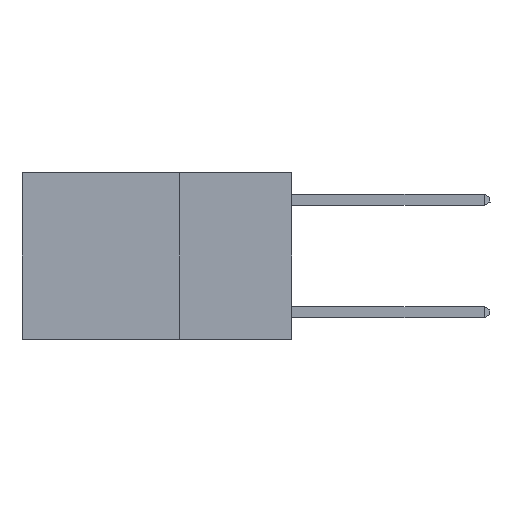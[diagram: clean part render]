
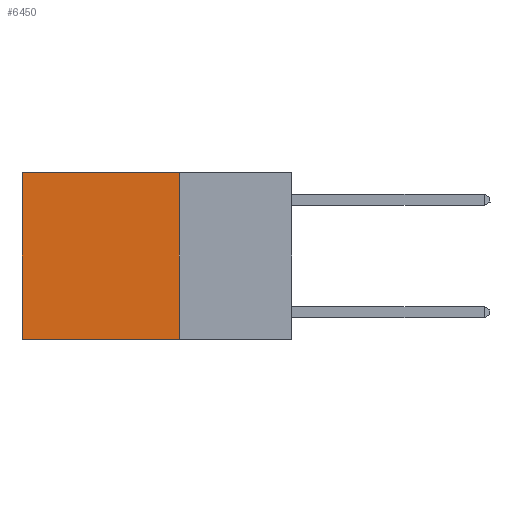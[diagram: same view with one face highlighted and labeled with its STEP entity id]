
A CAD part, left-side view. The second image highlights one B-rep face of the part: STEP entity #6450.
In plain terms, the highlighted planar face has unit normal (-1, 0, 0).
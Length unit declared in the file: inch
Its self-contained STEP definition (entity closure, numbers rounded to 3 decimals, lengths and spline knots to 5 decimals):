
#208 = CARTESIAN_POINT ( 'NONE',  ( 0.2625, 0.6, 0. ) ) ;
#256 = DIRECTION ( 'NONE',  ( 0., 0., -1. ) ) ;
#515 = EDGE_LOOP ( 'NONE', ( #3731, #4632, #5617, #4199 ) ) ;
#777 = CARTESIAN_POINT ( 'NONE',  ( 0.2625, 0.25, -0.37 ) ) ;
#1203 = VERTEX_POINT ( 'NONE', #12900 ) ;
#1268 = VECTOR ( 'NONE', #12153, 39.37008 ) ;
#1444 = DIRECTION ( 'NONE',  ( 0., 0., -1. ) ) ;
#2940 = AXIS2_PLACEMENT_3D ( 'NONE', #5265, #15083, #256 ) ;
#3122 = VECTOR ( 'NONE', #14607, 39.37008 ) ;
#3589 = LINE ( 'NONE', #6984, #5917 ) ;
#3731 = ORIENTED_EDGE ( 'NONE', *, *, #7909, .T. ) ;
#4199 = ORIENTED_EDGE ( 'NONE', *, *, #6847, .T. ) ;
#4309 = VERTEX_POINT ( 'NONE', #7634 ) ;
#4632 = ORIENTED_EDGE ( 'NONE', *, *, #9355, .F. ) ;
#4893 = VECTOR ( 'NONE', #1444, 39.37008 ) ;
#5265 = CARTESIAN_POINT ( 'NONE',  ( 0.2625, 0.25, 0. ) ) ;
#5617 = ORIENTED_EDGE ( 'NONE', *, *, #13955, .F. ) ;
#5917 = VECTOR ( 'NONE', #15570, 39.37008 ) ;
#6450 = ADVANCED_FACE ( 'NONE', ( #9643 ), #12609, .F. ) ;
#6847 = EDGE_CURVE ( 'NONE', #7586, #10030, #3589, .T. ) ;
#6984 = CARTESIAN_POINT ( 'NONE',  ( 0.2625, 0.25, 0. ) ) ;
#7155 = CARTESIAN_POINT ( 'NONE',  ( 0.2625, 0.25, 0. ) ) ;
#7586 = VERTEX_POINT ( 'NONE', #7155 ) ;
#7634 = CARTESIAN_POINT ( 'NONE',  ( 0.2625, 0.25, -0.37 ) ) ;
#7909 = EDGE_CURVE ( 'NONE', #10030, #1203, #8834, .T. ) ;
#8834 = LINE ( 'NONE', #208, #4893 ) ;
#8949 = CARTESIAN_POINT ( 'NONE',  ( 0.2625, 0.6, 0. ) ) ;
#9355 = EDGE_CURVE ( 'NONE', #4309, #1203, #11118, .T. ) ;
#9643 = FACE_OUTER_BOUND ( 'NONE', #515, .T. ) ;
#10030 = VERTEX_POINT ( 'NONE', #8949 ) ;
#11118 = LINE ( 'NONE', #777, #3122 ) ;
#12153 = DIRECTION ( 'NONE',  ( 0., 0., -1. ) ) ;
#12609 = PLANE ( 'NONE',  #2940 ) ;
#12900 = CARTESIAN_POINT ( 'NONE',  ( 0.2625, 0.6, -0.37 ) ) ;
#13955 = EDGE_CURVE ( 'NONE', #7586, #4309, #15373, .T. ) ;
#14607 = DIRECTION ( 'NONE',  ( 0., 1., 0. ) ) ;
#15083 = DIRECTION ( 'NONE',  ( 1., 0., 0. ) ) ;
#15373 = LINE ( 'NONE', #15959, #1268 ) ;
#15570 = DIRECTION ( 'NONE',  ( 0., 1., 0. ) ) ;
#15959 = CARTESIAN_POINT ( 'NONE',  ( 0.2625, 0.25, 0. ) ) ;
